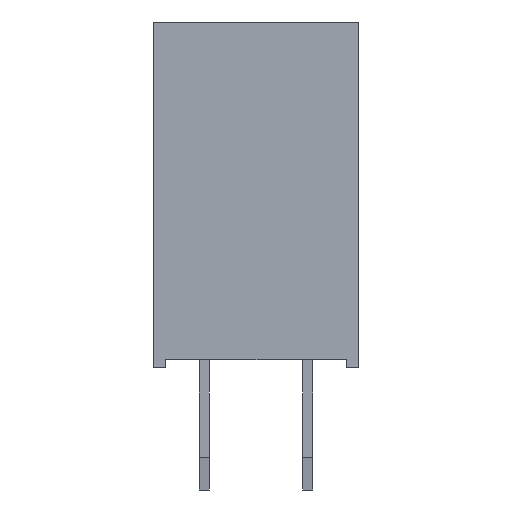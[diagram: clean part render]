
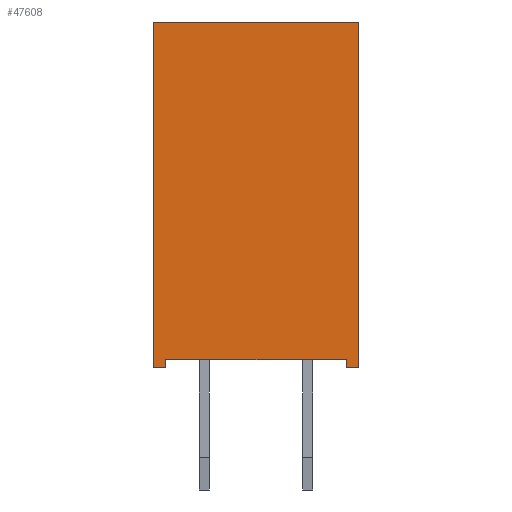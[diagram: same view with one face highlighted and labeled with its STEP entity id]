
A CAD part, left-side view. The second image highlights one B-rep face of the part: STEP entity #47608.
In plain terms, the highlighted planar face has unit normal (-1, 0, 0).
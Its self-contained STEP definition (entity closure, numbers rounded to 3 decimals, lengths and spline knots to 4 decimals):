
#2998=FACE_OUTER_BOUND('',#5586,.T.);
#5586=EDGE_LOOP('',(#32207,#32208,#32209,#32210,#32211,#32212,#32213,#32214));
#8432=LINE('',#68361,#14222);
#8435=LINE('',#68366,#14225);
#8437=LINE('',#68370,#14227);
#8447=LINE('',#68390,#14237);
#8478=LINE('',#68452,#14268);
#8488=LINE('',#68471,#14278);
#8489=LINE('',#68473,#14279);
#8490=LINE('',#68474,#14280);
#14222=VECTOR('',#54732,0.3);
#14225=VECTOR('',#54737,8.5);
#14227=VECTOR('',#54741,5.04);
#14237=VECTOR('',#54753,8.5);
#14268=VECTOR('',#54808,4.44);
#14278=VECTOR('',#54830,0.3);
#14279=VECTOR('',#54833,0.2);
#14280=VECTOR('',#54834,0.2);
#19958=VERTEX_POINT('',#68358);
#19959=VERTEX_POINT('',#68360);
#19960=VERTEX_POINT('',#68364);
#19961=VERTEX_POINT('',#68368);
#19970=VERTEX_POINT('',#68388);
#19988=VERTEX_POINT('',#68449);
#19989=VERTEX_POINT('',#68451);
#19992=VERTEX_POINT('',#68469);
#24600=EDGE_CURVE('',#19959,#19958,#8432,.T.);
#24603=EDGE_CURVE('',#19958,#19960,#8435,.T.);
#24605=EDGE_CURVE('',#19960,#19961,#8437,.T.);
#24615=EDGE_CURVE('',#19961,#19970,#8447,.T.);
#24646=EDGE_CURVE('',#19989,#19988,#8478,.T.);
#24656=EDGE_CURVE('',#19970,#19992,#8488,.T.);
#24657=EDGE_CURVE('',#19992,#19989,#8489,.T.);
#24658=EDGE_CURVE('',#19988,#19959,#8490,.T.);
#32207=ORIENTED_EDGE('',*,*,#24603,.T.);
#32208=ORIENTED_EDGE('',*,*,#24605,.T.);
#32209=ORIENTED_EDGE('',*,*,#24615,.T.);
#32210=ORIENTED_EDGE('',*,*,#24656,.T.);
#32211=ORIENTED_EDGE('',*,*,#24657,.T.);
#32212=ORIENTED_EDGE('',*,*,#24646,.T.);
#32213=ORIENTED_EDGE('',*,*,#24658,.T.);
#32214=ORIENTED_EDGE('',*,*,#24600,.T.);
#45644=PLANE('',#50305);
#47608=ADVANCED_FACE('',(#2998),#45644,.T.);
#50305=AXIS2_PLACEMENT_3D('',#68472,#54831,#54832);
#54732=DIRECTION('',(0.,0.,1.));
#54737=DIRECTION('',(0.,1.,0.));
#54741=DIRECTION('',(0.,0.,-1.));
#54753=DIRECTION('',(0.,-1.,0.));
#54808=DIRECTION('',(0.,0.,1.));
#54830=DIRECTION('',(0.,0.,1.));
#54831=DIRECTION('center_axis',(-1.,0.,0.));
#54832=DIRECTION('ref_axis',(0.,0.,1.));
#54833=DIRECTION('',(0.,1.,0.));
#54834=DIRECTION('',(0.,-1.,0.));
#68358=CARTESIAN_POINT('',(-1.47,-8.5,2.52));
#68360=CARTESIAN_POINT('',(-1.47,-8.5,2.22));
#68361=CARTESIAN_POINT('',(-1.47,-8.5,2.22));
#68364=CARTESIAN_POINT('',(-1.47,0.,2.52));
#68366=CARTESIAN_POINT('',(-1.47,-8.5,2.52));
#68368=CARTESIAN_POINT('',(-1.47,0.,-2.52));
#68370=CARTESIAN_POINT('',(-1.47,0.,2.52));
#68388=CARTESIAN_POINT('',(-1.47,-8.5,-2.52));
#68390=CARTESIAN_POINT('',(-1.47,0.,-2.52));
#68449=CARTESIAN_POINT('',(-1.47,-8.3,2.22));
#68451=CARTESIAN_POINT('',(-1.47,-8.3,-2.22));
#68452=CARTESIAN_POINT('',(-1.47,-8.3,-2.22));
#68469=CARTESIAN_POINT('',(-1.47,-8.5,-2.22));
#68471=CARTESIAN_POINT('',(-1.47,-8.5,-2.52));
#68472=CARTESIAN_POINT('Origin',(-1.47,0.,0.));
#68473=CARTESIAN_POINT('',(-1.47,-8.5,-2.22));
#68474=CARTESIAN_POINT('',(-1.47,-8.3,2.22));
